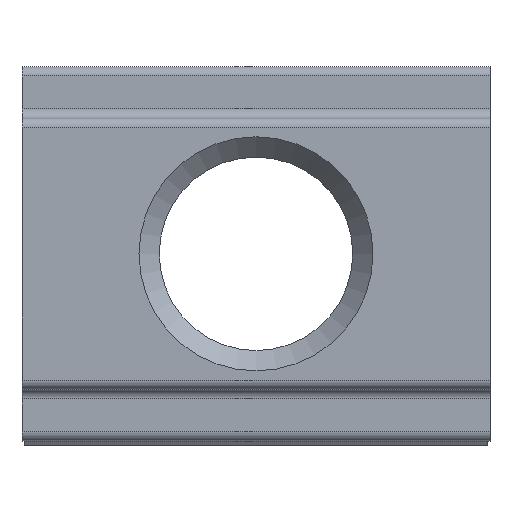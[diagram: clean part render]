
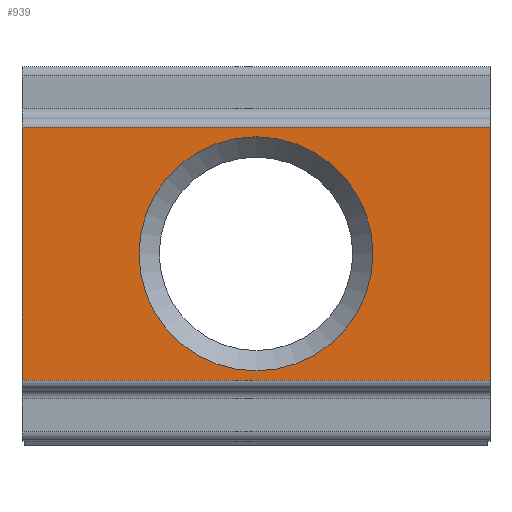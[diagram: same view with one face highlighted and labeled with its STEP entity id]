
A CAD part, front view. The second image highlights one B-rep face of the part: STEP entity #939.
In plain terms, the highlighted planar face has unit normal (0, -1, 0).
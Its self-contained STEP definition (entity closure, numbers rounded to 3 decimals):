
#17=FACE_BOUND('',#129,.T.);
#38=PLANE('',#1034);
#79=FACE_OUTER_BOUND('',#128,.T.);
#128=EDGE_LOOP('',(#778,#779,#780,#781));
#129=EDGE_LOOP('',(#782));
#176=CIRCLE('',#1035,2.5);
#252=LINE('',#1592,#338);
#253=LINE('',#1596,#339);
#254=LINE('',#1598,#340);
#255=LINE('',#1599,#341);
#338=VECTOR('',#1255,1000.);
#339=VECTOR('',#1260,1000.);
#340=VECTOR('',#1261,1000.);
#341=VECTOR('',#1262,1000.);
#441=VERTEX_POINT('',#1589);
#442=VERTEX_POINT('',#1591);
#443=VERTEX_POINT('',#1595);
#444=VERTEX_POINT('',#1597);
#445=VERTEX_POINT('',#1600);
#564=EDGE_CURVE('',#442,#441,#252,.T.);
#566=EDGE_CURVE('',#441,#443,#253,.T.);
#567=EDGE_CURVE('',#444,#443,#254,.T.);
#568=EDGE_CURVE('',#442,#444,#255,.T.);
#569=EDGE_CURVE('',#445,#445,#176,.T.);
#778=ORIENTED_EDGE('',*,*,#566,.T.);
#779=ORIENTED_EDGE('',*,*,#567,.F.);
#780=ORIENTED_EDGE('',*,*,#568,.F.);
#781=ORIENTED_EDGE('',*,*,#564,.T.);
#782=ORIENTED_EDGE('',*,*,#569,.F.);
#939=ADVANCED_FACE('',(#79,#17),#38,.F.);
#1034=AXIS2_PLACEMENT_3D('',#1594,#1258,#1259);
#1035=AXIS2_PLACEMENT_3D('',#1601,#1263,#1264);
#1255=DIRECTION('',(1.,0.,0.));
#1258=DIRECTION('center_axis',(0.,1.,0.));
#1259=DIRECTION('ref_axis',(0.,0.,-1.));
#1260=DIRECTION('',(0.,0.,1.));
#1261=DIRECTION('',(1.,0.,0.));
#1262=DIRECTION('',(0.,0.,1.));
#1263=DIRECTION('center_axis',(0.,-1.,0.));
#1264=DIRECTION('ref_axis',(1.,0.,0.));
#1589=CARTESIAN_POINT('',(5.,0.,-2.7));
#1591=CARTESIAN_POINT('',(-5.,0.,-2.7));
#1592=CARTESIAN_POINT('',(-5.,0.,-2.7));
#1594=CARTESIAN_POINT('Origin',(-5.,0.,-2.7));
#1595=CARTESIAN_POINT('',(5.,0.,2.7));
#1596=CARTESIAN_POINT('',(5.,0.,-2.7));
#1597=CARTESIAN_POINT('',(-5.,0.,2.7));
#1598=CARTESIAN_POINT('',(-5.,0.,2.7));
#1599=CARTESIAN_POINT('',(-5.,0.,-2.7));
#1600=CARTESIAN_POINT('',(-2.5,0.,0.));
#1601=CARTESIAN_POINT('Origin',(0.,0.,0.));
